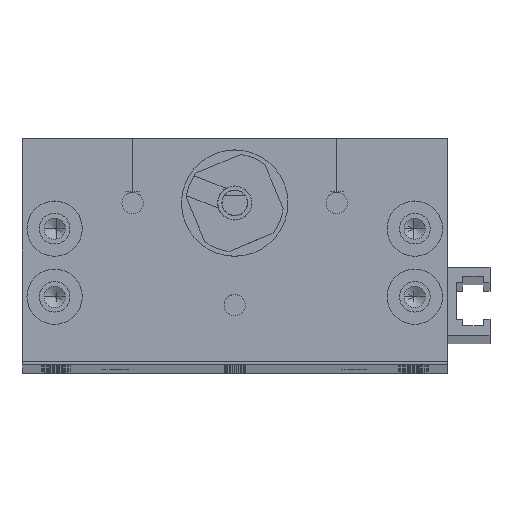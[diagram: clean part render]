
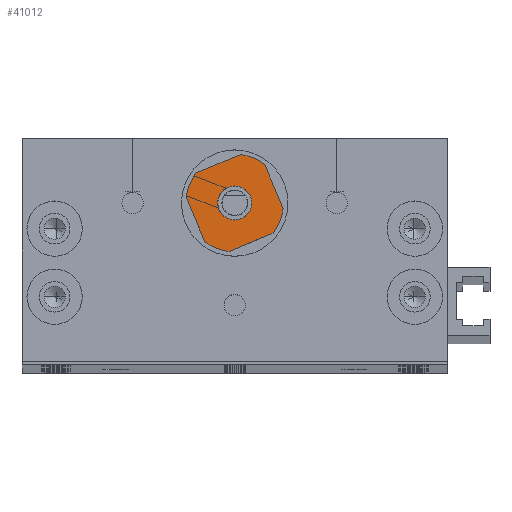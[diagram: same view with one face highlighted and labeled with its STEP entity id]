
A CAD part, top view. The second image highlights one B-rep face of the part: STEP entity #41012.
In plain terms, the highlighted planar face has unit normal (0, 0, 1).
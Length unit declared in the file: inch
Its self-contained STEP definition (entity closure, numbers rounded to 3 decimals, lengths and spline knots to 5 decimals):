
#306 = DIRECTION ( 'NONE',  ( 1., 0., 0. ) ) ;
#396 = DIRECTION ( 'NONE',  ( -1., 0., 0. ) ) ;
#830 = DIRECTION ( 'NONE',  ( -1., 0., 0. ) ) ;
#1436 = CIRCLE ( 'NONE', #23922, 0.22559 ) ;
#2489 = CARTESIAN_POINT ( 'NONE',  ( 0.13963, 0.92522, 11.76969 ) ) ;
#2624 = CARTESIAN_POINT ( 'NONE',  ( -0.10643, 0.49079, 11.76969 ) ) ;
#2698 = CARTESIAN_POINT ( 'NONE',  ( 0.25724, 0.6416, 11.76969 ) ) ;
#3610 = EDGE_CURVE ( 'NONE', #4531, #21689, #40044, .T. ) ;
#3689 = CARTESIAN_POINT ( 'NONE',  ( 0., 0.74803, 11.76969 ) ) ;
#3887 = EDGE_CURVE ( 'NONE', #32836, #46117, #34142, .T. ) ;
#3950 = CARTESIAN_POINT ( 'NONE',  ( -0.13963, 0.57085, 11.76969 ) ) ;
#4036 = FACE_OUTER_BOUND ( 'NONE', #29357, .T. ) ;
#4531 = VERTEX_POINT ( 'NONE', #14771 ) ;
#4610 = DIRECTION ( 'NONE',  ( 1., 0., 0. ) ) ;
#4794 = ORIENTED_EDGE ( 'NONE', *, *, #41561, .F. ) ;
#5301 = AXIS2_PLACEMENT_3D ( 'NONE', #40682, #18183, #15236 ) ;
#5564 = DIRECTION ( 'NONE',  ( 1., 0., 0. ) ) ;
#6986 = ORIENTED_EDGE ( 'NONE', *, *, #3610, .F. ) ;
#8038 = CARTESIAN_POINT ( 'NONE',  ( 0.17719, 0.6084, 11.76969 ) ) ;
#8114 = CARTESIAN_POINT ( 'NONE',  ( 0., 0.74803, 11.76969 ) ) ;
#8345 = DIRECTION ( 'NONE',  ( 0., 0., 1. ) ) ;
#8616 = AXIS2_PLACEMENT_3D ( 'NONE', #20842, #43108, #5564 ) ;
#8680 = CARTESIAN_POINT ( 'NONE',  ( 0.25724, 0.6416, 11.76969 ) ) ;
#9431 = ORIENTED_EDGE ( 'NONE', *, *, #18029, .F. ) ;
#11110 = LINE ( 'NONE', #2624, #45625 ) ;
#11189 = CARTESIAN_POINT ( 'NONE',  ( 0.22404, 0.72165, 11.76969 ) ) ;
#11410 = VECTOR ( 'NONE', #45496, 39.37008 ) ;
#11595 = VERTEX_POINT ( 'NONE', #27710 ) ;
#12180 = CIRCLE ( 'NONE', #23803, 0.07874 ) ;
#12617 = CIRCLE ( 'NONE', #16504, 0.22559 ) ;
#13238 = CIRCLE ( 'NONE', #8616, 0.22559 ) ;
#13555 = DIRECTION ( 'NONE',  ( -1., 0., 0. ) ) ;
#13763 = AXIS2_PLACEMENT_3D ( 'NONE', #15464, #19091, #396 ) ;
#14117 = DIRECTION ( 'NONE',  ( -0.924, -0.383, 0. ) ) ;
#14771 = CARTESIAN_POINT ( 'NONE',  ( -0.07874, 0.74803, 11.76969 ) ) ;
#15236 = DIRECTION ( 'NONE',  ( 1., 0., 0. ) ) ;
#15464 = CARTESIAN_POINT ( 'NONE',  ( 0., 0.74803, 11.76969 ) ) ;
#16504 = AXIS2_PLACEMENT_3D ( 'NONE', #27634, #16740, #4610 ) ;
#16524 = EDGE_CURVE ( 'NONE', #38991, #32836, #1436, .T. ) ;
#16740 = DIRECTION ( 'NONE',  ( 0., 0., -1. ) ) ;
#17820 = EDGE_CURVE ( 'NONE', #22566, #28619, #40264, .T. ) ;
#18029 = EDGE_CURVE ( 'NONE', #11595, #47345, #12617, .T. ) ;
#18061 = VECTOR ( 'NONE', #35834, 39.37008 ) ;
#18183 = DIRECTION ( 'NONE',  ( 0., 0., -1. ) ) ;
#18521 = DIRECTION ( 'NONE',  ( 0., 0., -1. ) ) ;
#18858 = FACE_BOUND ( 'NONE', #45550, .T. ) ;
#19091 = DIRECTION ( 'NONE',  ( 0., 0., -1. ) ) ;
#20030 = CIRCLE ( 'NONE', #5301, 0.22559 ) ;
#20842 = CARTESIAN_POINT ( 'NONE',  ( 0., 0.74803, 11.76969 ) ) ;
#21061 = CARTESIAN_POINT ( 'NONE',  ( 0.10643, 1.00527, 11.76969 ) ) ;
#21131 = ORIENTED_EDGE ( 'NONE', *, *, #43698, .F. ) ;
#21689 = VERTEX_POINT ( 'NONE', #32899 ) ;
#22566 = VERTEX_POINT ( 'NONE', #8038 ) ;
#23008 = CARTESIAN_POINT ( 'NONE',  ( -0.17719, 0.88766, 11.76969 ) ) ;
#23555 = CARTESIAN_POINT ( 'NONE',  ( 0.02638, 0.97207, 11.76969 ) ) ;
#23803 = AXIS2_PLACEMENT_3D ( 'NONE', #8114, #8345, #830 ) ;
#23922 = AXIS2_PLACEMENT_3D ( 'NONE', #3689, #18521, #306 ) ;
#25234 = VERTEX_POINT ( 'NONE', #3950 ) ;
#25895 = DIRECTION ( 'NONE',  ( -0.383, 0.924, 0. ) ) ;
#26049 = EDGE_CURVE ( 'NONE', #46117, #22566, #20030, .T. ) ;
#27634 = CARTESIAN_POINT ( 'NONE',  ( 0., 0.74803, 11.76969 ) ) ;
#27710 = CARTESIAN_POINT ( 'NONE',  ( -0.22404, 0.77441, 11.76969 ) ) ;
#28619 = VERTEX_POINT ( 'NONE', #33314 ) ;
#29357 = EDGE_LOOP ( 'NONE', ( #46333, #40828, #9431, #21131, #46183, #40456, #44204, #35772 ) ) ;
#31020 = EDGE_CURVE ( 'NONE', #47345, #38991, #36547, .T. ) ;
#31492 = CARTESIAN_POINT ( 'NONE',  ( 0., 0.74803, 11.76969 ) ) ;
#32836 = VERTEX_POINT ( 'NONE', #2489 ) ;
#32899 = CARTESIAN_POINT ( 'NONE',  ( 0.07874, 0.74803, 11.76969 ) ) ;
#33314 = CARTESIAN_POINT ( 'NONE',  ( -0.02638, 0.52399, 11.76969 ) ) ;
#33632 = PLANE ( 'NONE',  #13763 ) ;
#34142 = LINE ( 'NONE', #8680, #11410 ) ;
#35364 = DIRECTION ( 'NONE',  ( 0., 0., 1. ) ) ;
#35772 = ORIENTED_EDGE ( 'NONE', *, *, #3887, .F. ) ;
#35834 = DIRECTION ( 'NONE',  ( 0.924, 0.383, 0. ) ) ;
#36547 = LINE ( 'NONE', #21061, #18061 ) ;
#36982 = AXIS2_PLACEMENT_3D ( 'NONE', #31492, #35364, #13555 ) ;
#38991 = VERTEX_POINT ( 'NONE', #23555 ) ;
#40044 = CIRCLE ( 'NONE', #36982, 0.07874 ) ;
#40264 = LINE ( 'NONE', #2698, #41229 ) ;
#40456 = ORIENTED_EDGE ( 'NONE', *, *, #17820, .F. ) ;
#40682 = CARTESIAN_POINT ( 'NONE',  ( 0., 0.74803, 11.76969 ) ) ;
#40828 = ORIENTED_EDGE ( 'NONE', *, *, #31020, .F. ) ;
#41012 = ADVANCED_FACE ( 'NONE', ( #4036, #18858 ), #33632, .F. ) ;
#41229 = VECTOR ( 'NONE', #14117, 39.37008 ) ;
#41561 = EDGE_CURVE ( 'NONE', #21689, #4531, #12180, .T. ) ;
#43108 = DIRECTION ( 'NONE',  ( 0., 0., -1. ) ) ;
#43698 = EDGE_CURVE ( 'NONE', #25234, #11595, #11110, .T. ) ;
#44204 = ORIENTED_EDGE ( 'NONE', *, *, #26049, .F. ) ;
#44626 = EDGE_CURVE ( 'NONE', #28619, #25234, #13238, .T. ) ;
#45496 = DIRECTION ( 'NONE',  ( 0.383, -0.924, 0. ) ) ;
#45550 = EDGE_LOOP ( 'NONE', ( #6986, #4794 ) ) ;
#45625 = VECTOR ( 'NONE', #25895, 39.37008 ) ;
#46117 = VERTEX_POINT ( 'NONE', #11189 ) ;
#46183 = ORIENTED_EDGE ( 'NONE', *, *, #44626, .F. ) ;
#46333 = ORIENTED_EDGE ( 'NONE', *, *, #16524, .F. ) ;
#47345 = VERTEX_POINT ( 'NONE', #23008 ) ;
